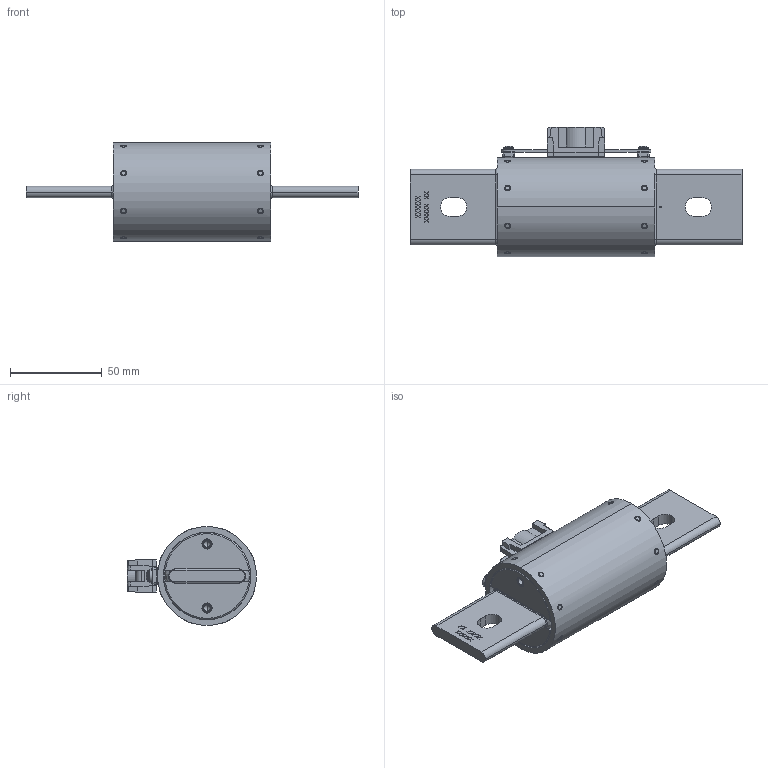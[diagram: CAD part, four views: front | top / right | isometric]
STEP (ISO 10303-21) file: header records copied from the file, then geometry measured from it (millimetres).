
FILE_DESCRIPTION (( 'STEP AP214' ), '1' );
FILE_NAME ('701866rev-.STEP', '2015-03-31T17:56:05', ( '' ), ( '' ), 'SwSTEP 2.0', 'SolidWorks 2014', '' );
FILE_SCHEMA (( 'AUTOMOTIVE_DESIGN' ));
Length unit declared in the file: inch
Products named in the file (1): 701866rev-
Bounding box: 180.97 x 70.35 x 53.98 mm (x, y, z)
Volume: 111183.3 mm3; surface area: 63084.6 mm2
Topology: 38 solids, 38 shells, 2906 faces, 8242 edges, 5425 vertices
Faces by surface type: cylinder 1196, plane 923, sphere 356, bspline 211, cone 192, torus 28
Entity records: 162543 total; most frequent: CARTESIAN_POINT 55665, ORIENTED_EDGE 16312, DIRECTION 12014, EDGE_CURVE 8156, VERTEX_POINT 5421, AXIS2_PLACEMENT_3D 4469, VECTOR 3076, LINE 3076
